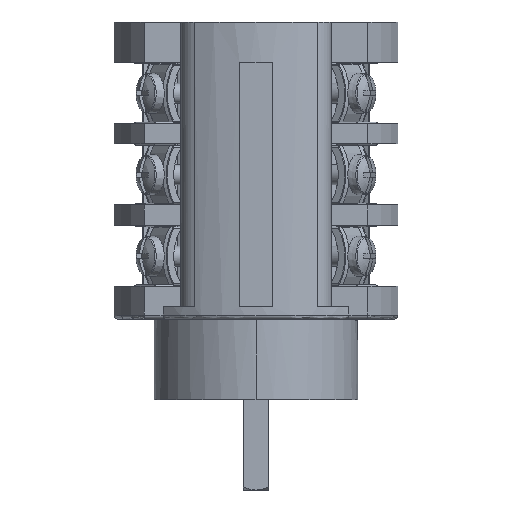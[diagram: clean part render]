
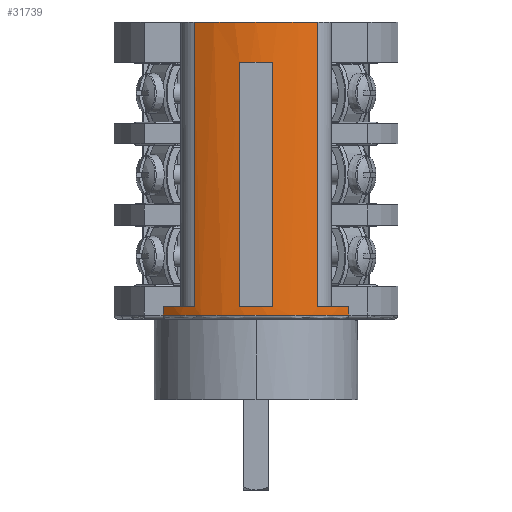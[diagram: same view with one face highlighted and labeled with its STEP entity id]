
A CAD part, left-side view. The second image highlights one B-rep face of the part: STEP entity #31739.
In plain terms, the highlighted cylindrical face has radius 26.5 mm (diameter 53 mm), a partial arc.
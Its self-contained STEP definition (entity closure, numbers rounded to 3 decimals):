
#893=CARTESIAN_POINT('',(0.,0.,16.8));
#894=DIRECTION('',(0.,0.,1.));
#895=DIRECTION('',(-0.717,0.697,0.));
#896=AXIS2_PLACEMENT_3D('',#893,#894,#895);
#921=CARTESIAN_POINT('',(0.,0.,75.1));
#922=DIRECTION('',(0.,0.,1.));
#923=DIRECTION('',(-0.885,0.465,0.));
#924=AXIS2_PLACEMENT_3D('',#921,#922,#923);
#926=CARTESIAN_POINT('',(0.,0.,18.5));
#927=DIRECTION('',(0.,0.,1.));
#928=DIRECTION('',(-0.885,-0.465,0.));
#929=AXIS2_PLACEMENT_3D('',#926,#927,#928);
#931=DIRECTION('',(0.,0.,-1.));
#932=VECTOR('',#931,1.7);
#933=CARTESIAN_POINT('',(-19.,-18.473,18.5));
#934=LINE('',#933,#932);
#935=DIRECTION('',(0.,0.,1.));
#936=VECTOR('',#935,1.7);
#937=CARTESIAN_POINT('',(-19.,18.473,16.8));
#938=LINE('',#937,#936);
#939=CARTESIAN_POINT('',(0.,0.,18.5));
#940=DIRECTION('',(0.,0.,1.));
#941=DIRECTION('',(-0.717,0.697,0.));
#942=AXIS2_PLACEMENT_3D('',#939,#940,#941);
#944=CARTESIAN_POINT('',(0.,0.,67.1));
#945=DIRECTION('',(0.,0.,-1.));
#946=DIRECTION('',(-0.992,-0.123,0.));
#947=AXIS2_PLACEMENT_3D('',#944,#945,#946);
#949=CARTESIAN_POINT('',(0.,0.,18.5));
#950=DIRECTION('',(0.,0.,1.));
#951=DIRECTION('',(-0.992,0.123,0.));
#952=AXIS2_PLACEMENT_3D('',#949,#950,#951);
#958=DIRECTION('',(0.,0.,-1.));
#959=VECTOR('',#958,56.6);
#960=CARTESIAN_POINT('',(-23.459,12.326,75.1));
#961=LINE('',#960,#959);
#2559=DIRECTION('',(0.,0.,1.));
#2560=VECTOR('',#2559,56.6);
#2561=CARTESIAN_POINT('',(-23.459,-12.326,18.5));
#2562=LINE('',#2561,#2560);
#22872=DIRECTION('',(0.,0.,-1.));
#22873=VECTOR('',#22872,48.6);
#22874=CARTESIAN_POINT('',(-26.3,-3.25,67.1));
#22875=LINE('',#22874,#22873);
#22876=DIRECTION('',(0.,0.,1.));
#22877=VECTOR('',#22876,48.6);
#22878=CARTESIAN_POINT('',(-26.3,3.25,18.5));
#22879=LINE('',#22878,#22877);
#26604=CARTESIAN_POINT('',(-19.,18.473,16.8));
#26606=VERTEX_POINT('',#26604);
#26617=CARTESIAN_POINT('',(-19.,-18.473,16.8));
#26619=VERTEX_POINT('',#26617);
#27132=CARTESIAN_POINT('',(-19.,18.473,18.5));
#27134=VERTEX_POINT('',#27132);
#27148=CARTESIAN_POINT('',(-19.,-18.473,18.5));
#27150=VERTEX_POINT('',#27148);
#27164=CARTESIAN_POINT('',(-23.459,12.326,18.5));
#27166=VERTEX_POINT('',#27164);
#27169=CARTESIAN_POINT('',(-23.459,-12.326,18.5));
#27171=VERTEX_POINT('',#27169);
#27180=CARTESIAN_POINT('',(-26.3,-3.25,18.5));
#27181=CARTESIAN_POINT('',(-26.3,3.25,18.5));
#27182=VERTEX_POINT('',#27180);
#27183=VERTEX_POINT('',#27181);
#30257=CARTESIAN_POINT('',(-23.459,12.326,75.1));
#30259=VERTEX_POINT('',#30257);
#30260=CARTESIAN_POINT('',(-23.459,-12.326,75.1));
#30262=VERTEX_POINT('',#30260);
#30692=CARTESIAN_POINT('',(-26.3,-3.25,67.1));
#30693=CARTESIAN_POINT('',(-26.3,3.25,67.1));
#30694=VERTEX_POINT('',#30692);
#30695=VERTEX_POINT('',#30693);
#31707=CARTESIAN_POINT('',(0.,0.,16.));
#31708=DIRECTION('',(0.,0.,-1.));
#31709=DIRECTION('',(-1.,0.,0.));
#31710=AXIS2_PLACEMENT_3D('',#31707,#31708,#31709);
#31711=CYLINDRICAL_SURFACE('',#31710,26.5);
#31713=ORIENTED_EDGE('',*,*,#31712,.F.);
#31715=ORIENTED_EDGE('',*,*,#31714,.T.);
#31717=ORIENTED_EDGE('',*,*,#31716,.F.);
#31719=ORIENTED_EDGE('',*,*,#31718,.T.);
#31721=ORIENTED_EDGE('',*,*,#31720,.T.);
#31722=ORIENTED_EDGE('',*,*,#31698,.F.);
#31724=ORIENTED_EDGE('',*,*,#31723,.T.);
#31726=ORIENTED_EDGE('',*,*,#31725,.T.);
#31727=EDGE_LOOP('',(#31713,#31715,#31717,#31719,#31721,#31722,#31724,#31726));
#31728=FACE_OUTER_BOUND('',#31727,.F.);
#31730=ORIENTED_EDGE('',*,*,#31729,.F.);
#31732=ORIENTED_EDGE('',*,*,#31731,.T.);
#31734=ORIENTED_EDGE('',*,*,#31733,.F.);
#31736=ORIENTED_EDGE('',*,*,#31735,.T.);
#31737=EDGE_LOOP('',(#31730,#31732,#31734,#31736));
#31738=FACE_BOUND('',#31737,.F.);
#897=CIRCLE('',#896,26.5);
#925=CIRCLE('',#924,26.5);
#930=CIRCLE('',#929,26.5);
#943=CIRCLE('',#942,26.5);
#948=CIRCLE('',#947,26.5);
#953=CIRCLE('',#952,26.5);
#31698=EDGE_CURVE('',#26606,#26619,#897,.T.);
#31712=EDGE_CURVE('',#30259,#27166,#961,.T.);
#31714=EDGE_CURVE('',#30259,#30262,#925,.T.);
#31716=EDGE_CURVE('',#27171,#30262,#2562,.T.);
#31718=EDGE_CURVE('',#27171,#27150,#930,.T.);
#31720=EDGE_CURVE('',#27150,#26619,#934,.T.);
#31723=EDGE_CURVE('',#26606,#27134,#938,.T.);
#31725=EDGE_CURVE('',#27134,#27166,#943,.T.);
#31729=EDGE_CURVE('',#30694,#27182,#22875,.T.);
#31731=EDGE_CURVE('',#30694,#30695,#948,.T.);
#31733=EDGE_CURVE('',#27183,#30695,#22879,.T.);
#31735=EDGE_CURVE('',#27183,#27182,#953,.T.);
#31739=ADVANCED_FACE('',(#31728,#31738),#31711,.T.);
